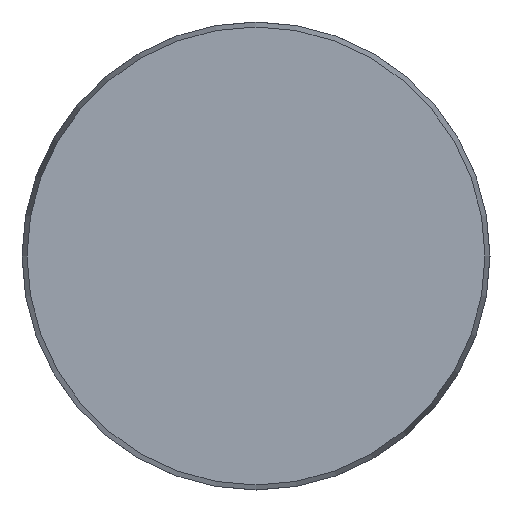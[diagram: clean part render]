
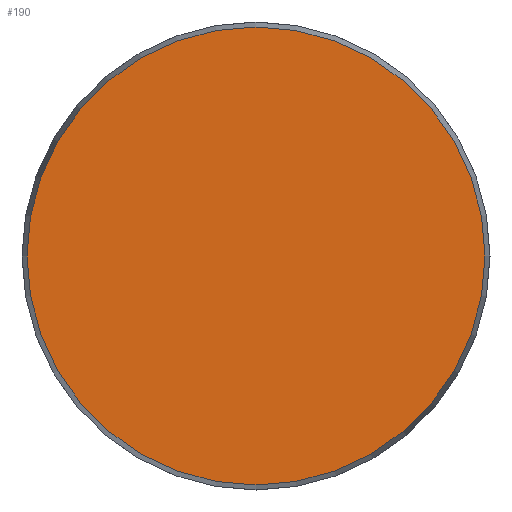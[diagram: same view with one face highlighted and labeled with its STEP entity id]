
A CAD part, front view. The second image highlights one B-rep face of the part: STEP entity #190.
In plain terms, the highlighted planar face has unit normal (0, -1, 0).
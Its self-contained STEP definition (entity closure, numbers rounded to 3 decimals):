
#6 = FACE_OUTER_BOUND ( 'NONE', #40, .T. ) ;
#40 = EDGE_LOOP ( 'NONE', ( #682 ) ) ;
#133 = DIRECTION ( 'NONE',  ( 0., 0., -1. ) ) ;
#152 = VERTEX_POINT ( 'NONE', #709 ) ;
#190 = ADVANCED_FACE ( 'NONE', ( #6 ), #384, .F. ) ;
#314 = AXIS2_PLACEMENT_3D ( 'NONE', #434, #690, #133 ) ;
#384 = PLANE ( 'NONE',  #493 ) ;
#389 = DIRECTION ( 'NONE',  ( 0., 0., 1. ) ) ;
#434 = CARTESIAN_POINT ( 'NONE',  ( 0., 0., 0. ) ) ;
#493 = AXIS2_PLACEMENT_3D ( 'NONE', #632, #636, #389 ) ;
#632 = CARTESIAN_POINT ( 'NONE',  ( -39.143, 0., 0. ) ) ;
#636 = DIRECTION ( 'NONE',  ( 0., 1., 0. ) ) ;
#682 = ORIENTED_EDGE ( 'NONE', *, *, #760, .T. ) ;
#690 = DIRECTION ( 'NONE',  ( 0., -1., 0. ) ) ;
#709 = CARTESIAN_POINT ( 'NONE',  ( 0., 0., -39.143 ) ) ;
#722 = CIRCLE ( 'NONE', #314, 39.143 ) ;
#760 = EDGE_CURVE ( 'NONE', #152, #152, #722, .T. ) ;
